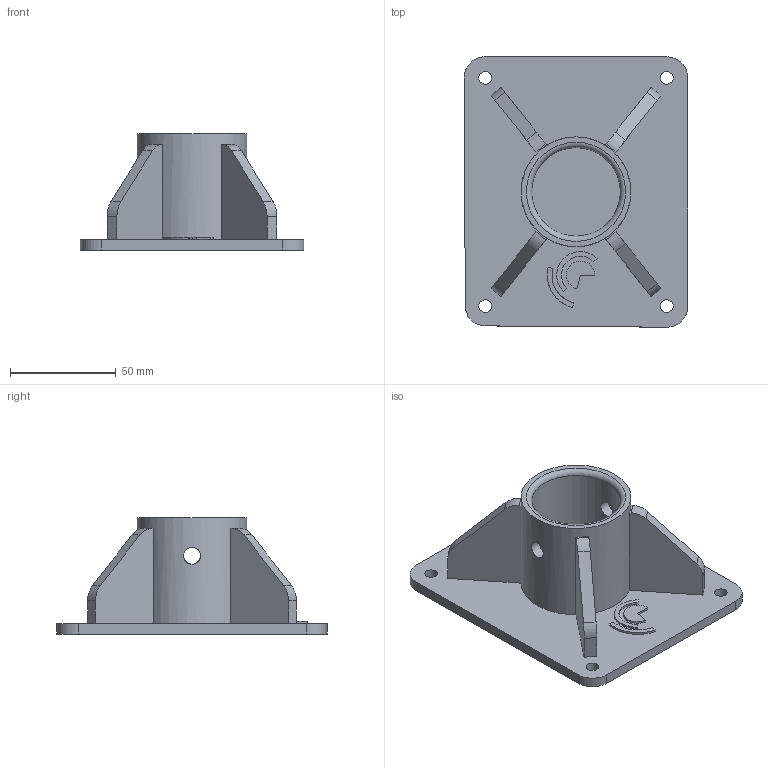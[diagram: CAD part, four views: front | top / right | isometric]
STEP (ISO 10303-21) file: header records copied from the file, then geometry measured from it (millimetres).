
FILE_DESCRIPTION(/* description */ ('','CAx-IF Rec.Pracs.---Representation and Presentation of Product Manufacturing Information (PMI)---4.0---2014-10-13'),/* implementation_level */ '2;1');
FILE_NAME(/* name */ 'Pole mount.step',/* time_stamp */ '2025-03-10T11:35:33+01:00',/* author */ (''),/* organization */ (''),/* preprocessor_version */ 'ST-DEVELOPER v20',/* originating_system */ 'Autodesk Translation Framework v13.20.0.188',/* authorisation */ '');
FILE_SCHEMA (('AP242_MANAGED_MODEL_BASED_3D_ENGINEERING_MIM_LF { 1 0 10303 442 1 1 4 }'));
Length unit declared in the file: millimetre
Products named in the file (1): Pole mount
Bounding box: 106 x 128 x 55 mm (x, y, z)
Volume: 129728.8 mm3; surface area: 52589.5 mm2
Topology: 1 solids, 1 shells, 67 faces, 186 edges, 124 vertices
Faces by surface type: plane 37, cylinder 20, bspline 9, torus 1
Full cylindrical faces by diameter (mm): 6 x4, 8 x2, 42 x1, 52 x1
Entity records: 2376 total; most frequent: CARTESIAN_POINT 659, ORIENTED_EDGE 372, DIRECTION 323, EDGE_CURVE 186, VERTEX_POINT 124, LINE 113, VECTOR 113, AXIS2_PLACEMENT_3D 105
